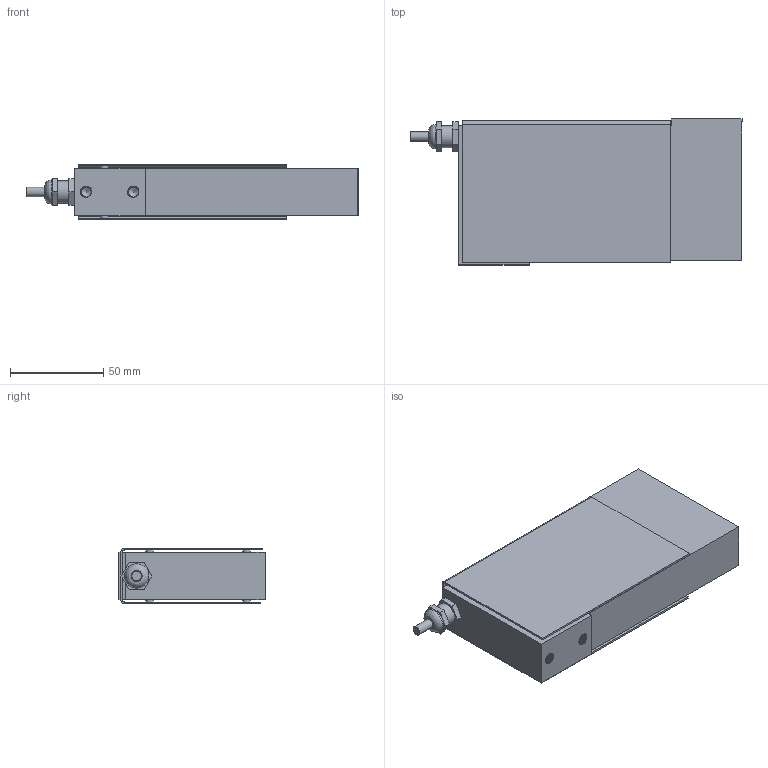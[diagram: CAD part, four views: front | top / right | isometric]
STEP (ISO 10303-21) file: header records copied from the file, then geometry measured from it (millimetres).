
FILE_DESCRIPTION(/* description */ (''),/* implementation_level */ '2;1');
FILE_NAME(/* name */ '108TSVS-(50-200)lb v2.step',/* time_stamp */ '2020-01-29T10:42:28-08:00',/* author */ (''),/* organization */ (''),/* preprocessor_version */ 'ST-DEVELOPER v18',/* originating_system */ 'Autodesk Translation Framework v8.12.0.6',/* authorisation */ '');
FILE_SCHEMA (('AUTOMOTIVE_DESIGN { 1 0 10303 214 3 1 1 }'));
Length unit declared in the file: inch
Products named in the file (2): 108TSVS-(50-200)lb; Connector
Assembly tree (1 placements, depth 2):
  108TSVS-(50-200)lb
    Connector
Bounding box: 178.43 x 78.5 x 29.97 mm (x, y, z)
Volume: 228545.7 mm3; surface area: 78752.1 mm2
Topology: 3 solids, 3 shells, 306 faces, 769 edges, 478 vertices
Faces by surface type: cylinder 233, plane 59, bspline 9, cone 5
Full cylindrical faces by diameter (mm): 4 x4, 5.1 x1, 5.474 x100, 6.35 x100, 8 x1, 12 x2, 13 x1
Entity records: 18423 total; most frequent: CARTESIAN_POINT 11821, ORIENTED_EDGE 1528, DIRECTION 1058, EDGE_CURVE 764, VERTEX_POINT 478, B_SPLINE_CURVE_WITH_KNOTS 368, AXIS2_PLACEMENT_3D 362, LINE 334
